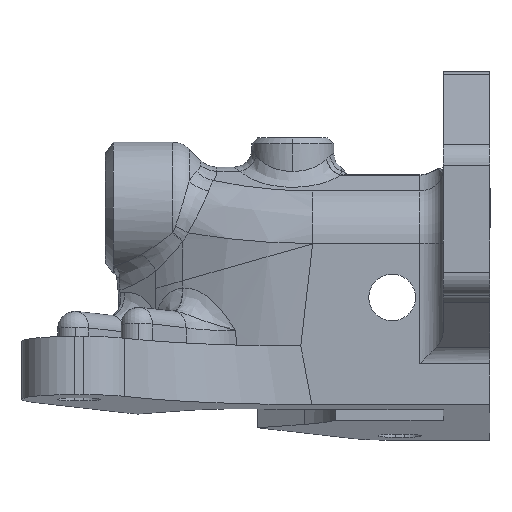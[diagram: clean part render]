
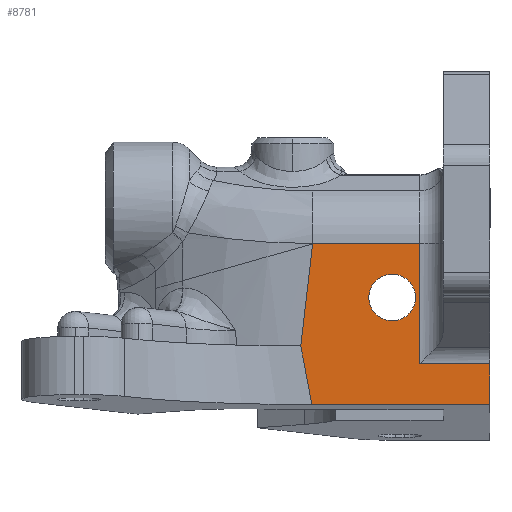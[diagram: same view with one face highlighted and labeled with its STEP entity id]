
A CAD part, left-side view. The second image highlights one B-rep face of the part: STEP entity #8781.
In plain terms, the highlighted planar face has unit normal (-1, 0, 0).
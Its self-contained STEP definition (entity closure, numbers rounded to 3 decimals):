
#77 = EDGE_CURVE ( 'NONE', #9766, #1473, #392, .T. ) ;
#205 = EDGE_CURVE ( 'NONE', #742, #6483, #11786, .T. ) ;
#217 = LINE ( 'NONE', #3863, #2395 ) ;
#315 = ORIENTED_EDGE ( 'NONE', *, *, #717, .F. ) ;
#392 = LINE ( 'NONE', #2243, #2979 ) ;
#446 = CARTESIAN_POINT ( 'NONE',  ( -7.82, 15.173, 0.093 ) ) ;
#717 = EDGE_CURVE ( 'NONE', #1473, #6391, #3869, .T. ) ;
#742 = VERTEX_POINT ( 'NONE', #7663 ) ;
#802 = VECTOR ( 'NONE', #3249, 1000. ) ;
#813 = EDGE_LOOP ( 'NONE', ( #3025, #5690 ) ) ;
#850 = ORIENTED_EDGE ( 'NONE', *, *, #10431, .T. ) ;
#1089 = CARTESIAN_POINT ( 'NONE',  ( -7.82, 15.24, -16.821 ) ) ;
#1118 = ORIENTED_EDGE ( 'NONE', *, *, #4434, .T. ) ;
#1183 = DIRECTION ( 'NONE',  ( 0., 1., 0. ) ) ;
#1306 = DIRECTION ( 'NONE',  ( -1., 0., 0. ) ) ;
#1473 = VERTEX_POINT ( 'NONE', #1089 ) ;
#1510 = CIRCLE ( 'NONE', #11097, 2. ) ;
#1523 = DIRECTION ( 'NONE',  ( 0., 1., 0. ) ) ;
#1892 = DIRECTION ( 'NONE',  ( 0., 0., 1. ) ) ;
#2141 = LINE ( 'NONE', #2976, #7563 ) ;
#2243 = CARTESIAN_POINT ( 'NONE',  ( -7.82, 0., -16.821 ) ) ;
#2340 = LINE ( 'NONE', #11465, #802 ) ;
#2395 = VECTOR ( 'NONE', #1892, 1000. ) ;
#2589 = VECTOR ( 'NONE', #3788, 1000. ) ;
#2961 = EDGE_CURVE ( 'NONE', #3589, #11381, #8677, .T. ) ;
#2976 = CARTESIAN_POINT ( 'NONE',  ( -7.82, 0., -13.328 ) ) ;
#2979 = VECTOR ( 'NONE', #1523, 1000. ) ;
#3025 = ORIENTED_EDGE ( 'NONE', *, *, #9264, .F. ) ;
#3082 = DIRECTION ( 'NONE',  ( 0., 0., 1. ) ) ;
#3249 = DIRECTION ( 'NONE',  ( 0., 1., 0. ) ) ;
#3285 = LINE ( 'NONE', #10783, #10617 ) ;
#3563 = CARTESIAN_POINT ( 'NONE',  ( -7.82, 6., -7.5 ) ) ;
#3589 = VERTEX_POINT ( 'NONE', #7631 ) ;
#3788 = DIRECTION ( 'NONE',  ( 0., 0., 1. ) ) ;
#3863 = CARTESIAN_POINT ( 'NONE',  ( -7.82, 0., -7.5 ) ) ;
#3869 = LINE ( 'NONE', #7540, #10818 ) ;
#3907 = PLANE ( 'NONE',  #4703 ) ;
#4041 = CARTESIAN_POINT ( 'NONE',  ( -7.82, 0., -13.328 ) ) ;
#4044 = VERTEX_POINT ( 'NONE', #6824 ) ;
#4079 = CARTESIAN_POINT ( 'NONE',  ( -7.82, 0., -7.5 ) ) ;
#4434 = EDGE_CURVE ( 'NONE', #6483, #11381, #2340, .T. ) ;
#4589 = EDGE_LOOP ( 'NONE', ( #850, #8034, #1118, #10067, #5632, #315, #8090, #7634 ) ) ;
#4613 = CARTESIAN_POINT ( 'NONE',  ( -7.82, 15.173, -3.037 ) ) ;
#4703 = AXIS2_PLACEMENT_3D ( 'NONE', #4079, #9386, #8423 ) ;
#4771 = CARTESIAN_POINT ( 'NONE',  ( -7.82, 8.375, -5.655 ) ) ;
#4948 = DIRECTION ( 'NONE',  ( 0., 0.186, 0.982 ) ) ;
#5085 = EDGE_CURVE ( 'NONE', #4044, #5316, #1510, .T. ) ;
#5316 = VERTEX_POINT ( 'NONE', #4771 ) ;
#5482 = CIRCLE ( 'NONE', #8561, 2. ) ;
#5632 = ORIENTED_EDGE ( 'NONE', *, *, #5962, .F. ) ;
#5690 = ORIENTED_EDGE ( 'NONE', *, *, #5085, .F. ) ;
#5748 = CARTESIAN_POINT ( 'NONE',  ( -7.82, 8.375, -7.655 ) ) ;
#5931 = DIRECTION ( 'NONE',  ( -1., 0., 0. ) ) ;
#5962 = EDGE_CURVE ( 'NONE', #6391, #3589, #3285, .T. ) ;
#6391 = VERTEX_POINT ( 'NONE', #9986 ) ;
#6483 = VERTEX_POINT ( 'NONE', #9269 ) ;
#6571 = CARTESIAN_POINT ( 'NONE',  ( -7.82, 0., -16.821 ) ) ;
#6824 = CARTESIAN_POINT ( 'NONE',  ( -7.82, 8.375, -9.655 ) ) ;
#7540 = CARTESIAN_POINT ( 'NONE',  ( -7.82, 15.716, -14.311 ) ) ;
#7563 = VECTOR ( 'NONE', #1183, 1000. ) ;
#7631 = CARTESIAN_POINT ( 'NONE',  ( -7.82, 15.173, -3.071 ) ) ;
#7634 = ORIENTED_EDGE ( 'NONE', *, *, #8577, .T. ) ;
#7663 = CARTESIAN_POINT ( 'NONE',  ( -7.82, 6., -13.328 ) ) ;
#8034 = ORIENTED_EDGE ( 'NONE', *, *, #205, .T. ) ;
#8090 = ORIENTED_EDGE ( 'NONE', *, *, #77, .F. ) ;
#8423 = DIRECTION ( 'NONE',  ( 0., 0., 1. ) ) ;
#8561 = AXIS2_PLACEMENT_3D ( 'NONE', #11505, #5931, #9592 ) ;
#8577 = EDGE_CURVE ( 'NONE', #9766, #11754, #217, .T. ) ;
#8677 = LINE ( 'NONE', #446, #11830 ) ;
#8781 = ADVANCED_FACE ( 'NONE', ( #9553, #10397 ), #3907, .T. ) ;
#9264 = EDGE_CURVE ( 'NONE', #5316, #4044, #5482, .T. ) ;
#9269 = CARTESIAN_POINT ( 'NONE',  ( -7.82, 6., -3.037 ) ) ;
#9386 = DIRECTION ( 'NONE',  ( -1., 0., 0. ) ) ;
#9477 = DIRECTION ( 'NONE',  ( 0., 0., 1. ) ) ;
#9553 = FACE_BOUND ( 'NONE', #813, .T. ) ;
#9592 = DIRECTION ( 'NONE',  ( 0., 0., 1. ) ) ;
#9766 = VERTEX_POINT ( 'NONE', #6571 ) ;
#9986 = CARTESIAN_POINT ( 'NONE',  ( -7.82, 16.192, -11.8 ) ) ;
#10067 = ORIENTED_EDGE ( 'NONE', *, *, #2961, .F. ) ;
#10397 = FACE_OUTER_BOUND ( 'NONE', #4589, .T. ) ;
#10431 = EDGE_CURVE ( 'NONE', #11754, #742, #2141, .T. ) ;
#10617 = VECTOR ( 'NONE', #10666, 1000. ) ;
#10666 = DIRECTION ( 'NONE',  ( 0., -0.116, 0.993 ) ) ;
#10783 = CARTESIAN_POINT ( 'NONE',  ( -7.82, 15.682, -7.436 ) ) ;
#10818 = VECTOR ( 'NONE', #4948, 1000. ) ;
#11097 = AXIS2_PLACEMENT_3D ( 'NONE', #5748, #1306, #9477 ) ;
#11381 = VERTEX_POINT ( 'NONE', #4613 ) ;
#11465 = CARTESIAN_POINT ( 'NONE',  ( -7.82, 15.173, -3.037 ) ) ;
#11505 = CARTESIAN_POINT ( 'NONE',  ( -7.82, 8.375, -7.655 ) ) ;
#11754 = VERTEX_POINT ( 'NONE', #4041 ) ;
#11786 = LINE ( 'NONE', #3563, #2589 ) ;
#11830 = VECTOR ( 'NONE', #3082, 1000. ) ;
